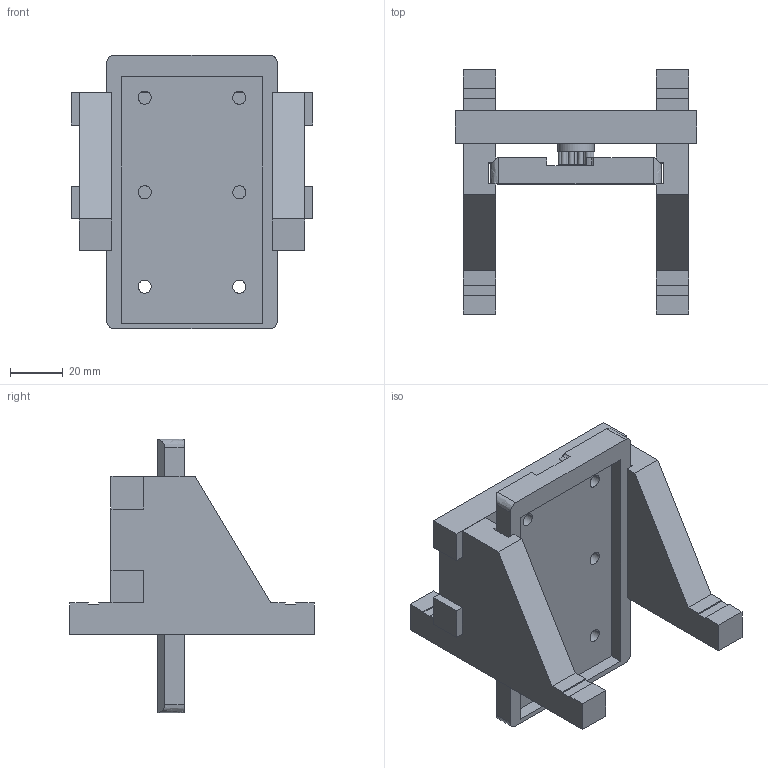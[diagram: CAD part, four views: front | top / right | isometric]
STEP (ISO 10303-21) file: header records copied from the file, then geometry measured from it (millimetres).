
FILE_DESCRIPTION(/* description */ (''),/* implementation_level */ '2;1');
FILE_NAME(/* name */ 'ZAXISA~1',/* time_stamp */ '2017-01-14T16:50:42+01:00',/* author */ (''),/* organization */ (''),/* preprocessor_version */ 'ST-DEVELOPER v15',/* originating_system */ '',/* authorisation */ '');
FILE_SCHEMA (('AUTOMOTIVE_DESIGN'));
Length unit declared in the file: millimetre
Products named in the file (1): Document
Bounding box: 91.8 x 93 x 104.18 mm (x, y, z)
Volume: 156845.1 mm3; surface area: 54783.3 mm2
Topology: 5 solids, 5 shells, 252 faces, 718 edges, 478 vertices
Faces by surface type: bspline 164, plane 88
Entity records: 15710 total; most frequent: CARTESIAN_POINT 11703, ORIENTED_EDGE 1436, EDGE_CURVE 718, VERTEX_POINT 478, EDGE_LOOP 278, ADVANCED_FACE 252, FACE_OUTER_BOUND 252, B_SPLINE_CURVE_WITH_KNOTS 228
